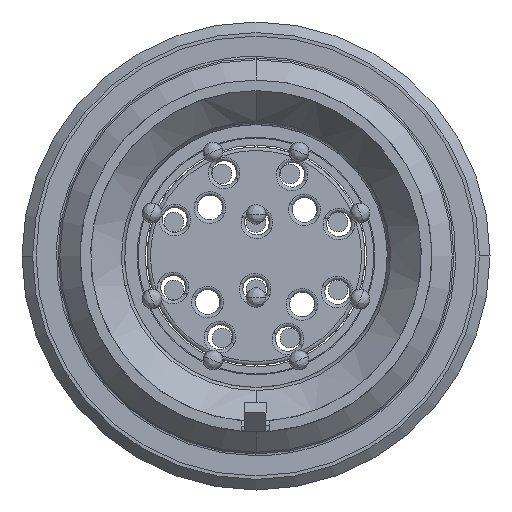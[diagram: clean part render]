
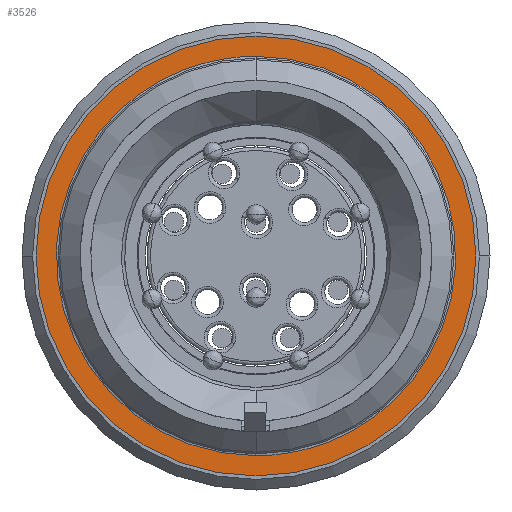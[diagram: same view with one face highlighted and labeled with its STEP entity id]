
A CAD part, front view. The second image highlights one B-rep face of the part: STEP entity #3526.
In plain terms, the highlighted planar face has unit normal (0, 1, 0).
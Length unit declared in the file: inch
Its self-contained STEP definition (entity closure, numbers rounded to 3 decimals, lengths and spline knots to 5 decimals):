
#593 = DIRECTION ( 'NONE',  ( 0., -1., 0. ) ) ;
#658 = FACE_OUTER_BOUND ( 'NONE', #2770, .T. ) ;
#744 = DIRECTION ( 'NONE',  ( 0., -1., 0. ) ) ;
#1097 = CARTESIAN_POINT ( 'NONE',  ( -0.002, 0.80065, -0.5675 ) ) ;
#1108 = EDGE_CURVE ( 'NONE', #8137, #6528, #8084, .T. ) ;
#1270 = CARTESIAN_POINT ( 'NONE',  ( 1.137, 0.80065, 0.56349 ) ) ;
#1510 = ORIENTED_EDGE ( 'NONE', *, *, #4902, .F. ) ;
#1551 = CARTESIAN_POINT ( 'NONE',  ( 0.002, 0.80065, 0.5675 ) ) ;
#1759 = CARTESIAN_POINT ( 'NONE',  ( 0., 0.80065, 0. ) ) ;
#1897 = CARTESIAN_POINT ( 'NONE',  ( -1.137, 0.80065, -0.56349 ) ) ;
#1933 = CARTESIAN_POINT ( 'NONE',  ( -1.13299, 0.80065, 0.57151 ) ) ;
#2153 = AXIS2_PLACEMENT_3D ( 'NONE', #5605, #593, #6443 ) ;
#2592 = DIRECTION ( 'NONE',  ( 0., 0., 1. ) ) ;
#2770 = EDGE_LOOP ( 'NONE', ( #3523, #7092 ) ) ;
#2963 = CARTESIAN_POINT ( 'NONE',  ( 1.13299, 0.80065, -0.57151 ) ) ;
#2981 =( BOUNDED_CURVE ( )  B_SPLINE_CURVE ( 3, ( #1097, #1897, #1933, #7768 ),
 .UNSPECIFIED., .F., .F. ) 
 B_SPLINE_CURVE_WITH_KNOTS ( ( 4, 4 ),
 ( 0., 1. ),
 .UNSPECIFIED. ) 
 CURVE ( )  GEOMETRIC_REPRESENTATION_ITEM ( )  RATIONAL_B_SPLINE_CURVE ( ( 1., 0.333, 0.333, 1. ) ) 
 REPRESENTATION_ITEM ( '' )  );
#3523 = ORIENTED_EDGE ( 'NONE', *, *, #4314, .F. ) ;
#3526 = ADVANCED_FACE ( 'NONE', ( #658, #5337 ), #5706, .F. ) ;
#4314 = EDGE_CURVE ( 'NONE', #6528, #8137, #4827, .T. ) ;
#4619 = CARTESIAN_POINT ( 'NONE',  ( 0.002, 0.80065, 0.5675 ) ) ;
#4827 = CIRCLE ( 'NONE', #7102, 0.625 ) ;
#4902 = EDGE_CURVE ( 'NONE', #6651, #8804, #10225, .T. ) ;
#5337 = FACE_BOUND ( 'NONE', #5680, .T. ) ;
#5605 = CARTESIAN_POINT ( 'NONE',  ( 0., 0.80065, 0. ) ) ;
#5680 = EDGE_LOOP ( 'NONE', ( #1510, #8741 ) ) ;
#5706 = PLANE ( 'NONE',  #10122 ) ;
#5744 = CARTESIAN_POINT ( 'NONE',  ( 0.002, 0.80065, 0.5675 ) ) ;
#6126 = CARTESIAN_POINT ( 'NONE',  ( 0., 0.80065, 0.625 ) ) ;
#6443 = DIRECTION ( 'NONE',  ( 0., 0., 1. ) ) ;
#6528 = VERTEX_POINT ( 'NONE', #6126 ) ;
#6587 = DIRECTION ( 'NONE',  ( 0., 0., -1. ) ) ;
#6651 = VERTEX_POINT ( 'NONE', #1551 ) ;
#7092 = ORIENTED_EDGE ( 'NONE', *, *, #1108, .F. ) ;
#7102 = AXIS2_PLACEMENT_3D ( 'NONE', #1759, #7588, #2592 ) ;
#7588 = DIRECTION ( 'NONE',  ( 0., -1., 0. ) ) ;
#7768 = CARTESIAN_POINT ( 'NONE',  ( 0.002, 0.80065, 0.5675 ) ) ;
#8084 = CIRCLE ( 'NONE', #2153, 0.625 ) ;
#8137 = VERTEX_POINT ( 'NONE', #8678 ) ;
#8678 = CARTESIAN_POINT ( 'NONE',  ( 0., 0.80065, -0.625 ) ) ;
#8741 = ORIENTED_EDGE ( 'NONE', *, *, #10535, .F. ) ;
#8804 = VERTEX_POINT ( 'NONE', #10394 ) ;
#10122 = AXIS2_PLACEMENT_3D ( 'NONE', #5744, #744, #6587 ) ;
#10225 =( BOUNDED_CURVE ( )  B_SPLINE_CURVE ( 3, ( #4619, #1270, #2963, #10462 ),
 .UNSPECIFIED., .F., .F. ) 
 B_SPLINE_CURVE_WITH_KNOTS ( ( 4, 4 ),
 ( 0., 1. ),
 .UNSPECIFIED. ) 
 CURVE ( )  GEOMETRIC_REPRESENTATION_ITEM ( )  RATIONAL_B_SPLINE_CURVE ( ( 1., 0.333, 0.333, 1. ) ) 
 REPRESENTATION_ITEM ( '' )  );
#10394 = CARTESIAN_POINT ( 'NONE',  ( -0.002, 0.80065, -0.5675 ) ) ;
#10462 = CARTESIAN_POINT ( 'NONE',  ( -0.002, 0.80065, -0.5675 ) ) ;
#10535 = EDGE_CURVE ( 'NONE', #8804, #6651, #2981, .T. ) ;
